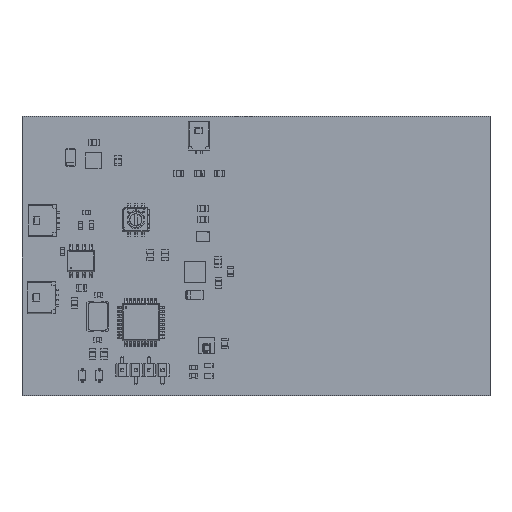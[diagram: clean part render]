
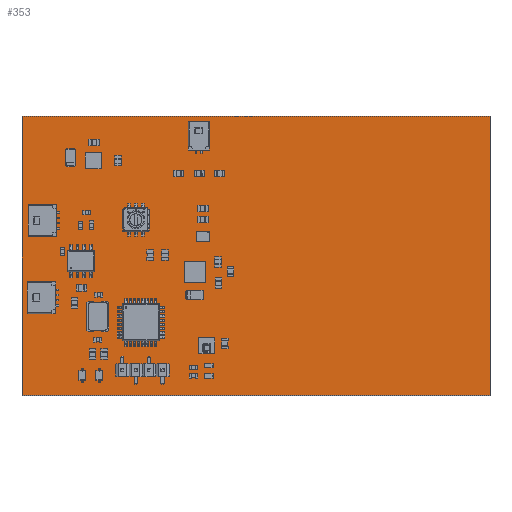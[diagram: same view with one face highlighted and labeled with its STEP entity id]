
A CAD part, top view. The second image highlights one B-rep face of the part: STEP entity #353.
In plain terms, the highlighted planar face has unit normal (0, 0, 1).
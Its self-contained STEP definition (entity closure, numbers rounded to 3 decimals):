
#224 = VERTEX_POINT('',#225);
#225 = CARTESIAN_POINT('',(0.,0.,1.361));
#231 = EDGE_CURVE('',#224,#232,#234,.T.);
#232 = VERTEX_POINT('',#233);
#233 = CARTESIAN_POINT('',(88.4,0.,1.361));
#234 = LINE('',#235,#236);
#235 = CARTESIAN_POINT('',(0.,0.,1.361));
#236 = VECTOR('',#237,1.);
#237 = DIRECTION('',(1.,0.,0.));
#262 = EDGE_CURVE('',#232,#263,#265,.T.);
#263 = VERTEX_POINT('',#264);
#264 = CARTESIAN_POINT('',(88.4,52.7,1.361));
#265 = LINE('',#266,#267);
#266 = CARTESIAN_POINT('',(88.4,0.,1.361));
#267 = VECTOR('',#268,1.);
#268 = DIRECTION('',(0.,1.,0.));
#293 = EDGE_CURVE('',#263,#294,#296,.T.);
#294 = VERTEX_POINT('',#295);
#295 = CARTESIAN_POINT('',(0.,52.7,1.361));
#296 = LINE('',#297,#298);
#297 = CARTESIAN_POINT('',(88.4,52.7,1.361));
#298 = VECTOR('',#299,1.);
#299 = DIRECTION('',(-1.,0.,0.));
#324 = EDGE_CURVE('',#294,#224,#325,.T.);
#325 = LINE('',#326,#327);
#326 = CARTESIAN_POINT('',(0.,52.7,1.361));
#327 = VECTOR('',#328,1.);
#328 = DIRECTION('',(0.,-1.,0.));
#353 = ADVANCED_FACE('',(#354),#360,.T.);
#354 = FACE_BOUND('',#355,.T.);
#355 = EDGE_LOOP('',(#356,#357,#358,#359));
#356 = ORIENTED_EDGE('',*,*,#231,.T.);
#357 = ORIENTED_EDGE('',*,*,#262,.T.);
#358 = ORIENTED_EDGE('',*,*,#293,.T.);
#359 = ORIENTED_EDGE('',*,*,#324,.T.);
#360 = PLANE('',#361);
#361 = AXIS2_PLACEMENT_3D('',#362,#363,#364);
#362 = CARTESIAN_POINT('',(44.2,26.35,1.361));
#363 = DIRECTION('',(0.,0.,1.));
#364 = DIRECTION('',(1.,0.,-0.));
